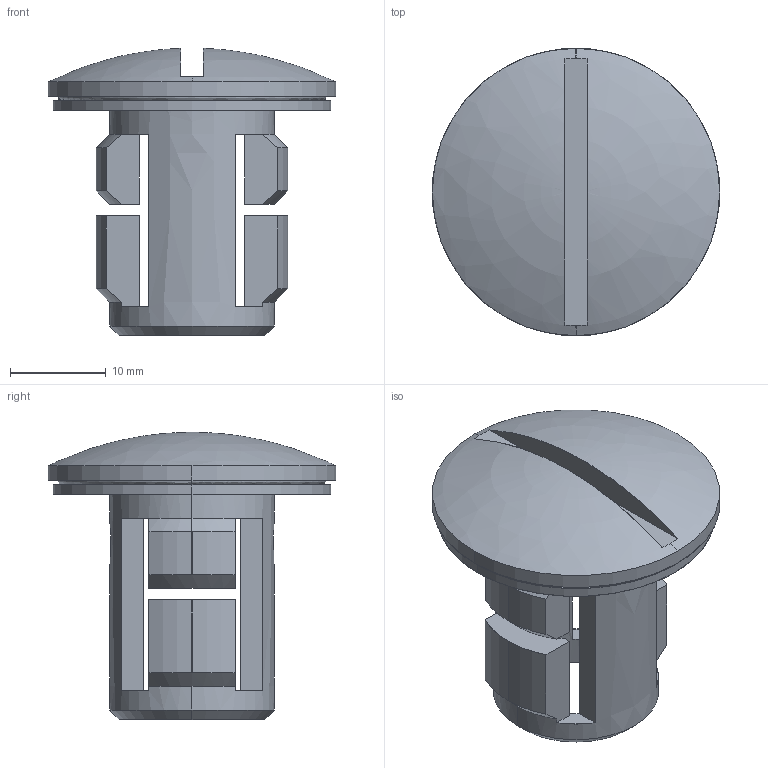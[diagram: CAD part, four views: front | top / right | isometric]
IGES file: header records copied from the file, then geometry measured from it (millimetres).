
Start section: SolidWorks IGES file using analytic representation for surfaces
Global section: file name: CP-30-BC-20.IGS; native system: SolidWorks 2012; preprocessor: SolidWorks 2012; author: 1337yo; date: 140730.160910; units: millimetre
Bounding box: 30 x 30 x 29.98 mm (x, y, z)
Surface area: 5301.8 mm2 (no closed solid volume)
Topology: 0 solids, 0 shells, 75 faces, 1066 edges, 1066 vertices
Faces by surface type: bspline 46, revolution 29
